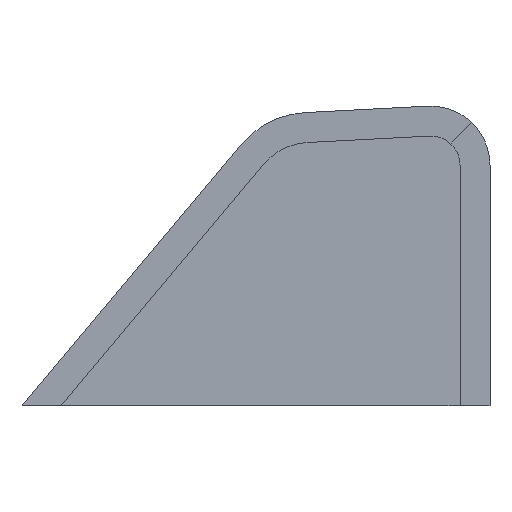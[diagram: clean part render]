
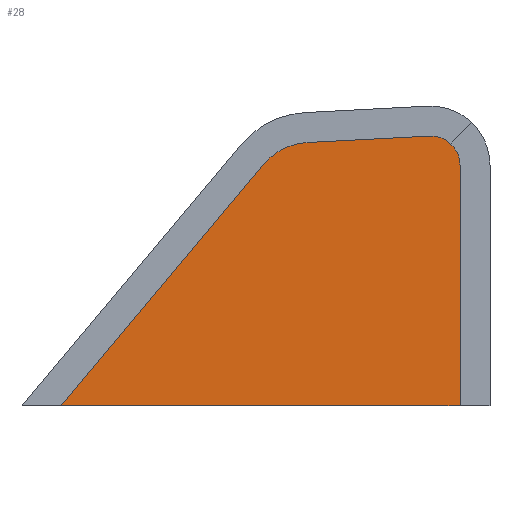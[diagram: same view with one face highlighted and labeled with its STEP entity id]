
A CAD part, top view. The second image highlights one B-rep face of the part: STEP entity #28.
In plain terms, the highlighted planar face has unit normal (0, 0, 1).
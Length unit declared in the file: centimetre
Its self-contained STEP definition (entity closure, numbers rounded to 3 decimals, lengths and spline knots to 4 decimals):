
#2 = EDGE_LOOP ( 'NONE', ( #41, #42, #31, #158, #119, #155, #36 ) ) ;
#5 = CARTESIAN_POINT ( 'NONE',  ( 0.6794, 0.4501, 0. ) ) ;
#6 = VECTOR ( 'NONE', #118, 100. ) ;
#12 = VECTOR ( 'NONE', #57, 100. ) ;
#15 = VERTEX_POINT ( 'NONE', #194 ) ;
#17 = VERTEX_POINT ( 'NONE', #70 ) ;
#28 = ADVANCED_FACE ( 'NONE', ( #83 ), #161, .T. ) ;
#31 = ORIENTED_EDGE ( 'NONE', *, *, #116, .F. ) ;
#36 = ORIENTED_EDGE ( 'NONE', *, *, #164, .F. ) ;
#41 = ORIENTED_EDGE ( 'NONE', *, *, #177, .F. ) ;
#42 = ORIENTED_EDGE ( 'NONE', *, *, #64, .T. ) ;
#46 = CARTESIAN_POINT ( 'NONE',  ( 0.682, 0.4014, 0. ) ) ;
#52 = VECTOR ( 'NONE', #175, 100. ) ;
#53 = AXIS2_PLACEMENT_3D ( 'NONE', #144, #101, #58 ) ;
#54 = LINE ( 'NONE', #115, #52 ) ;
#57 = DIRECTION ( 'NONE',  ( 1., 0., 0. ) ) ;
#58 = DIRECTION ( 'NONE',  ( 1., 0., 0. ) ) ;
#61 = DIRECTION ( 'NONE',  ( 1., 0., 0. ) ) ;
#62 = AXIS2_PLACEMENT_3D ( 'NONE', #46, #93, #197 ) ;
#64 = EDGE_CURVE ( 'NONE', #130, #171, #71, .T. ) ;
#67 = EDGE_CURVE ( 'NONE', #15, #73, #180, .T. ) ;
#68 = DIRECTION ( 'NONE',  ( 1., 0., 0. ) ) ;
#69 = CIRCLE ( 'NONE', #135, 0.1 ) ;
#70 = CARTESIAN_POINT ( 'NONE',  ( 0.7307, 0.4014, 0. ) ) ;
#71 = LINE ( 'NONE', #176, #12 ) ;
#73 = VERTEX_POINT ( 'NONE', #5 ) ;
#74 = CARTESIAN_POINT ( 'NONE',  ( 0.6794, 0.4501, 0. ) ) ;
#77 = CARTESIAN_POINT ( 'NONE',  ( 0.5178, 0.5393, 0. ) ) ;
#83 = FACE_OUTER_BOUND ( 'NONE', #2, .T. ) ;
#84 = CIRCLE ( 'NONE', #131, 0.0487 ) ;
#93 = DIRECTION ( 'NONE',  ( 0., 0., -1. ) ) ;
#94 = EDGE_CURVE ( 'NONE', #159, #17, #84, .T. ) ;
#101 = DIRECTION ( 'NONE',  ( 0., 0., 1. ) ) ;
#105 = CARTESIAN_POINT ( 'NONE',  ( 0.682, 0.4014, 0. ) ) ;
#115 = CARTESIAN_POINT ( 'NONE',  ( 0.7307, 0.4014, 0. ) ) ;
#116 = EDGE_CURVE ( 'NONE', #17, #171, #54, .T. ) ;
#118 = DIRECTION ( 'NONE',  ( 0.999, 0.052, 0. ) ) ;
#119 = ORIENTED_EDGE ( 'NONE', *, *, #172, .F. ) ;
#122 = LINE ( 'NONE', #77, #191 ) ;
#130 = VERTEX_POINT ( 'NONE', #136 ) ;
#131 = AXIS2_PLACEMENT_3D ( 'NONE', #105, #146, #68 ) ;
#135 = AXIS2_PLACEMENT_3D ( 'NONE', #182, #199, #61 ) ;
#136 = CARTESIAN_POINT ( 'NONE',  ( 0.0653, 0., 0. ) ) ;
#138 = VERTEX_POINT ( 'NONE', #169 ) ;
#144 = CARTESIAN_POINT ( 'NONE',  ( 0.682, 0.4014, 0. ) ) ;
#146 = DIRECTION ( 'NONE',  ( 0., 0., -1. ) ) ;
#150 = CARTESIAN_POINT ( 'NONE',  ( 0.7307, 0., 0. ) ) ;
#155 = ORIENTED_EDGE ( 'NONE', *, *, #67, .F. ) ;
#158 = ORIENTED_EDGE ( 'NONE', *, *, #94, .F. ) ;
#159 = VERTEX_POINT ( 'NONE', #165 ) ;
#161 = PLANE ( 'NONE',  #53 ) ;
#163 = CIRCLE ( 'NONE', #62, 0.0487 ) ;
#164 = EDGE_CURVE ( 'NONE', #138, #15, #69, .T. ) ;
#165 = CARTESIAN_POINT ( 'NONE',  ( 0.7155, 0.4368, 0. ) ) ;
#169 = CARTESIAN_POINT ( 'NONE',  ( 0.4041, 0.4038, 0. ) ) ;
#171 = VERTEX_POINT ( 'NONE', #150 ) ;
#172 = EDGE_CURVE ( 'NONE', #73, #159, #163, .T. ) ;
#175 = DIRECTION ( 'NONE',  ( 0., -1., 0. ) ) ;
#176 = CARTESIAN_POINT ( 'NONE',  ( 0., 0., 0. ) ) ;
#177 = EDGE_CURVE ( 'NONE', #130, #138, #122, .T. ) ;
#180 = LINE ( 'NONE', #74, #6 ) ;
#182 = CARTESIAN_POINT ( 'NONE',  ( 0.4807, 0.3395, 0. ) ) ;
#187 = DIRECTION ( 'NONE',  ( 0.643, 0.766, 0. ) ) ;
#191 = VECTOR ( 'NONE', #187, 100. ) ;
#194 = CARTESIAN_POINT ( 'NONE',  ( 0.4755, 0.4394, 0. ) ) ;
#197 = DIRECTION ( 'NONE',  ( 1., 0., 0. ) ) ;
#199 = DIRECTION ( 'NONE',  ( 0., 0., -1. ) ) ;
